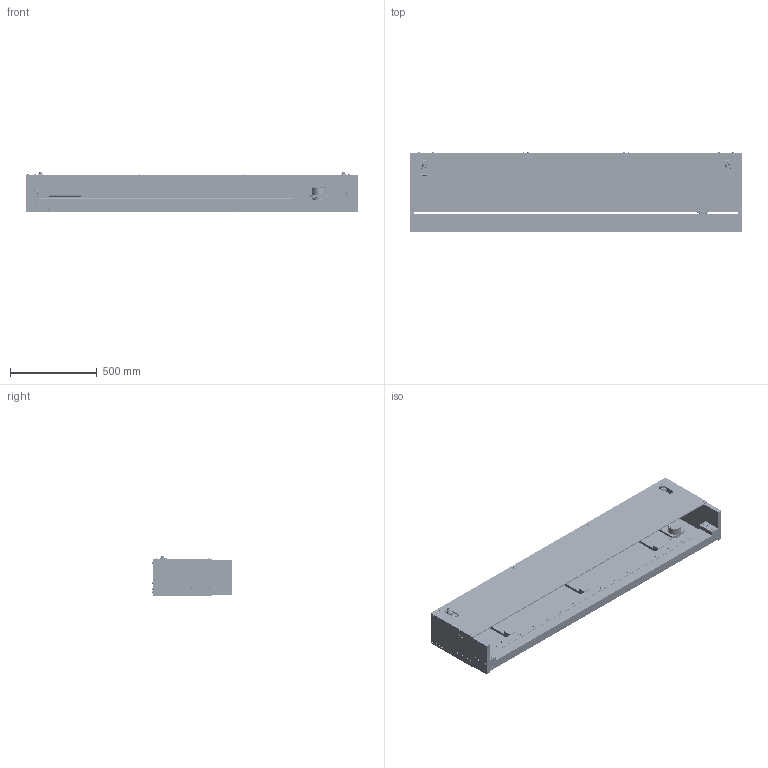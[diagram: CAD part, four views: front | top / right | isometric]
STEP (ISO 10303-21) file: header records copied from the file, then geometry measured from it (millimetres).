
FILE_DESCRIPTION(/* description */ (''),/* implementation_level */ '2;1');
FILE_NAME(/* name */ 'TC-TS.stp',/* time_stamp */ '2018-03-16T14:41:33-04:00',/* author */ ('ppanana'),/* organization */ (''),/* preprocessor_version */ 'ST-DEVELOPER v16.1',/* originating_system */ 'Autodesk Inventor 2016',/* authorisation */ '');
FILE_SCHEMA (('CONFIG_CONTROL_DESIGN'));
Products named in the file (1): TC-TS
Bounding box: 1913.3 x 459.2 x 234.45 mm (x, y, z)
Volume: 55273182.9 mm3; surface area: 6230184.9 mm2
Topology: 24 solids, 341 shells, 3526 faces, 7530 edges, 4983 vertices
Faces by surface type: plane 2337, cylinder 888, cone 208, sphere 40, torus 35, bspline 18
Full cylindrical faces by diameter (mm): 2 x4, 2.459 x6, 3 x6, 3.4 x6, 4 x2, 4.134 x27, 4.917 x13, 5 x33, 5.5 x6, 5.6 x21, 5.7 x6, 6 x46, 6.6 x31, 6.647 x33, 7.95 x2, 8 x62, 8.376 x32, 8.382 x8, 8.5 x21, 9 x57, 9.144 x4, 9.5 x21, 10 x48, 10.106 x4, 10.5 x27, 10.719 x2, 11 x45, 13 x57, 14 x2, 14.249 x2
Entity records: 90740 total; most frequent: CARTESIAN_POINT 15477, DIRECTION 14912, ORIENTED_EDGE 12154, EDGE_CURVE 6077, AXIS2_PLACEMENT_3D 5435, EDGE_LOOP 5312, VERTEX_POINT 4635, LINE 4042
